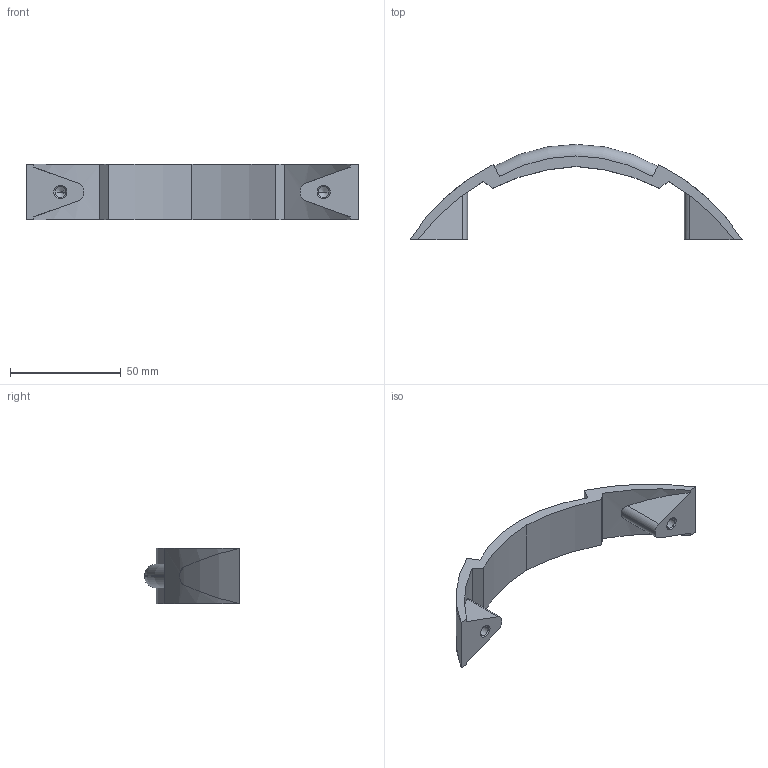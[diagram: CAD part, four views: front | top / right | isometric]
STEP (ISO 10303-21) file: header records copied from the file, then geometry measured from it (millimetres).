
FILE_DESCRIPTION( ( '' ), '1' );
FILE_NAME( 'K0196.11906.stp', '2012-10-16T14:10:27', ( '' ), ( '' ), ' ', ' ', ' ' );
FILE_SCHEMA( ( 'CONFIG_CONTROL_DESIGN' ) );
Length unit declared in the file: millimetre
Products named in the file (1): 1
Bounding box: 150.02 x 42.99 x 25.01 mm (x, y, z)
Volume: 28355.1 mm3; surface area: 12450.1 mm2
Topology: 1 solids, 1 shells, 55 faces, 147 edges, 92 vertices
Faces by surface type: cylinder 23, plane 22, cone 8, torus 2
Entity records: 1887 total; most frequent: CARTESIAN_POINT 471, DIRECTION 293, ORIENTED_EDGE 286, EDGE_CURVE 143, AXIS2_PLACEMENT_3D 106, VERTEX_POINT 92, LINE 81, VECTOR 81
